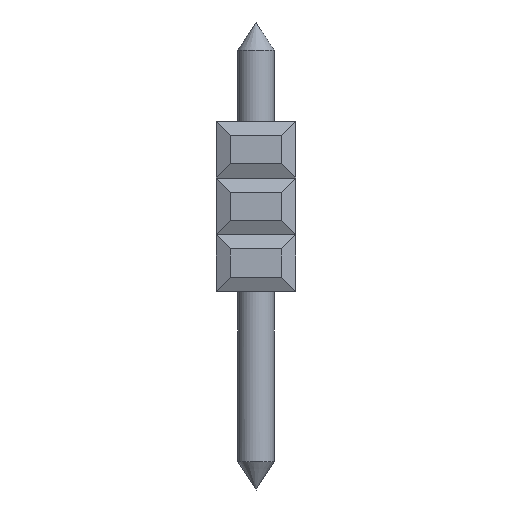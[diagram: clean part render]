
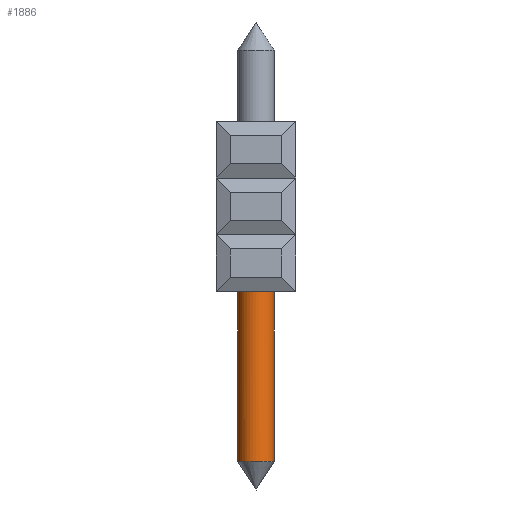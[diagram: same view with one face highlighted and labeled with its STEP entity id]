
A CAD part, left-side view. The second image highlights one B-rep face of the part: STEP entity #1886.
In plain terms, the highlighted cylindrical face has radius 0.65 mm (diameter 1.3 mm), a full revolution.
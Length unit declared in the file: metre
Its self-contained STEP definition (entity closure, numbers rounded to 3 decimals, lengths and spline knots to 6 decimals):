
#1886=ADVANCED_FACE('',(#4535,#4536),#4537,.T.);
#4535=FACE_OUTER_BOUND('',#7926,.T.);
#4536=FACE_OUTER_BOUND('',#7927,.T.);
#4537=CYLINDRICAL_SURFACE('',#7928,0.00065);
#7926=EDGE_LOOP('',(#14049));
#7927=EDGE_LOOP('',(#14050));
#7928=AXIS2_PLACEMENT_3D('',#14051,#14052,#14053);
#14049=ORIENTED_EDGE('',*,*,#20896,.F.);
#14050=ORIENTED_EDGE('',*,*,#20899,.F.);
#14051=CARTESIAN_POINT('',(0.01065,-0.03326,-0.0015));
#14052=DIRECTION('',(0.0,0.,-1.0));
#14053=DIRECTION('',(-1.0,0.0,0.0));
#20896=EDGE_CURVE('',#25527,#25527,#25528,.T.);
#20899=EDGE_CURVE('',#25530,#25530,#25531,.T.);
#25527=VERTEX_POINT('',#31925);
#25528=CIRCLE('',#31926,0.00065);
#25530=VERTEX_POINT('',#31928);
#25531=CIRCLE('',#31929,0.00065);
#31925=CARTESIAN_POINT('',(0.01104,-0.03274,-0.012));
#31926=AXIS2_PLACEMENT_3D('',#36102,#36103,#36104);
#31928=CARTESIAN_POINT('',(0.01065,-0.03391,-0.0058));
#31929=AXIS2_PLACEMENT_3D('',#36105,#36106,#36107);
#36102=CARTESIAN_POINT('',(0.01065,-0.03326,-0.012));
#36103=DIRECTION('',(0.,0.,-1.0));
#36104=DIRECTION('',(0.6,0.8,0.));
#36105=CARTESIAN_POINT('',(0.01065,-0.03326,-0.0058));
#36106=DIRECTION('',(0.0,0.,1.0));
#36107=DIRECTION('',(0.0,-1.0,0.));
